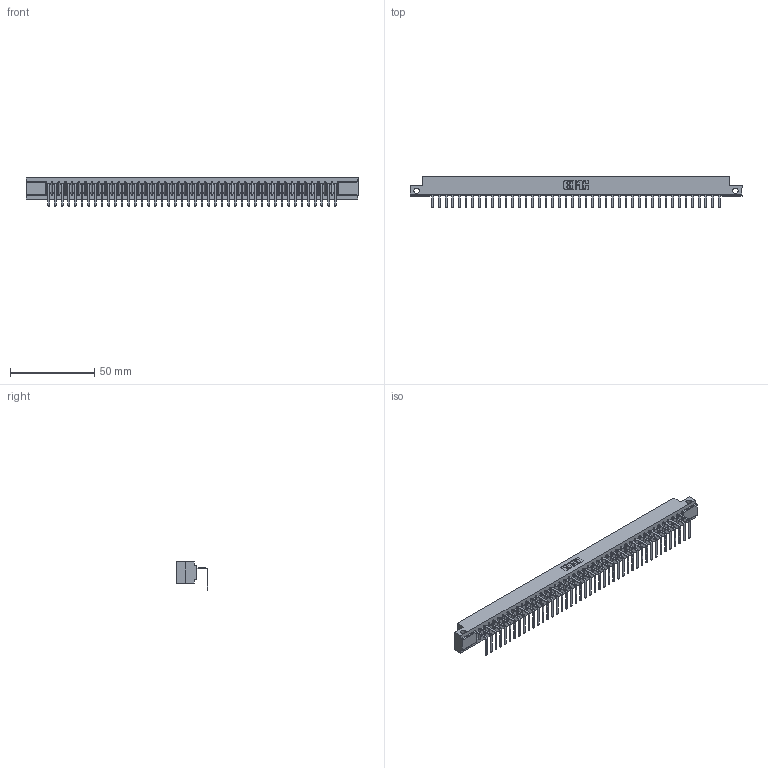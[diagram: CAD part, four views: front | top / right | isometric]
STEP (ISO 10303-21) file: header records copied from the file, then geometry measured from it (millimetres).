
FILE_DESCRIPTION (( 'STEP AP203' ), '1' );
FILE_NAME ('307-044-558-112.STEP', '2019-09-05T15:19:30', ( '' ), ( '' ), 'SwSTEP 2.0', 'SolidWorks 2016', '' );
FILE_SCHEMA (( 'CONFIG_CONTROL_DESIGN' ));
Length unit declared in the file: inch
Products named in the file (3): 307-044-558-112; 307-290-001_558 - 2 (Single); 307 Part_.128 Dia Side Mounting Holes
Assembly tree (45 placements, depth 2):
  307-044-558-112
    307 Part_.128 Dia Side Mounting Holes
    307-290-001_558 - 2 (Single)  x44
Bounding box: 197.36 x 18.96 x 16.8 mm (x, y, z)
Volume: 20557 mm3; surface area: 23050.9 mm2
Topology: 45 solids, 45 shells, 2803 faces, 7979 edges, 5138 vertices
Faces by surface type: plane 1786, cylinder 927, sphere 90
Entity records: 37580 total; most frequent: CARTESIAN_POINT 6332, ORIENTED_EDGE 6318, DIRECTION 6157, EDGE_CURVE 3159, LINE 2423, VECTOR 2423, VERTEX_POINT 2042, AXIS2_PLACEMENT_3D 1867
